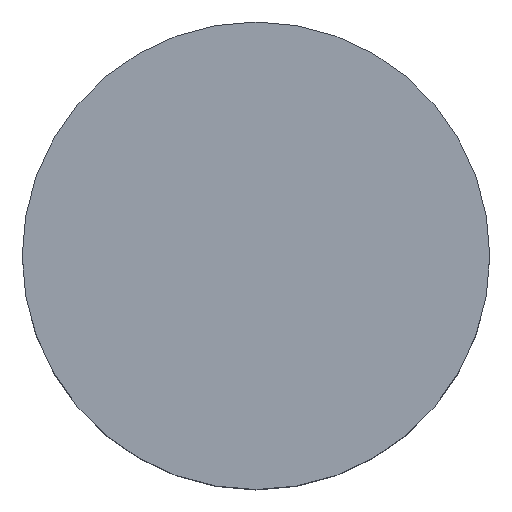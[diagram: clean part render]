
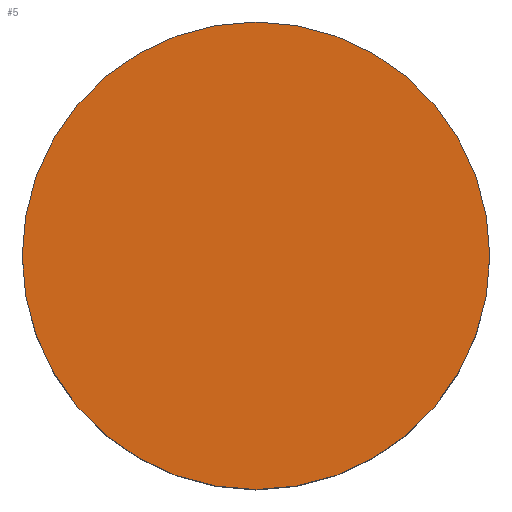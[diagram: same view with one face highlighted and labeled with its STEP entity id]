
A CAD part, top view. The second image highlights one B-rep face of the part: STEP entity #5.
In plain terms, the highlighted planar face has unit normal (0, 0, 1).
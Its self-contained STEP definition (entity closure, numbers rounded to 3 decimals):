
#5 = ADVANCED_FACE ( 'NONE', ( #221 ), #352, .T. ) ;
#23 = AXIS2_PLACEMENT_3D ( 'NONE', #228, #55, #304 ) ;
#26 = EDGE_LOOP ( 'NONE', ( #83, #44 ) ) ;
#36 = CIRCLE ( 'NONE', #23, 3. ) ;
#38 = VERTEX_POINT ( 'NONE', #110 ) ;
#43 = CIRCLE ( 'NONE', #78, 3. ) ;
#44 = ORIENTED_EDGE ( 'NONE', *, *, #269, .T. ) ;
#55 = DIRECTION ( 'NONE',  ( 0., 0., 1. ) ) ;
#75 = EDGE_CURVE ( 'NONE', #38, #128, #36, .T. ) ;
#78 = AXIS2_PLACEMENT_3D ( 'NONE', #247, #334, #175 ) ;
#83 = ORIENTED_EDGE ( 'NONE', *, *, #75, .T. ) ;
#110 = CARTESIAN_POINT ( 'NONE',  ( 3., 0., 0. ) ) ;
#128 = VERTEX_POINT ( 'NONE', #252 ) ;
#161 = DIRECTION ( 'NONE',  ( 1., 0., 0. ) ) ;
#175 = DIRECTION ( 'NONE',  ( 1., 0., 0. ) ) ;
#196 = DIRECTION ( 'NONE',  ( 0., 0., 1. ) ) ;
#221 = FACE_OUTER_BOUND ( 'NONE', #26, .T. ) ;
#228 = CARTESIAN_POINT ( 'NONE',  ( 0., 0., 0. ) ) ;
#247 = CARTESIAN_POINT ( 'NONE',  ( 0., 0., 0. ) ) ;
#252 = CARTESIAN_POINT ( 'NONE',  ( -3., 0., 0. ) ) ;
#269 = EDGE_CURVE ( 'NONE', #128, #38, #43, .T. ) ;
#304 = DIRECTION ( 'NONE',  ( 1., 0., 0. ) ) ;
#320 = CARTESIAN_POINT ( 'NONE',  ( 0., 0., 0. ) ) ;
#334 = DIRECTION ( 'NONE',  ( 0., 0., 1. ) ) ;
#336 = AXIS2_PLACEMENT_3D ( 'NONE', #320, #196, #161 ) ;
#352 = PLANE ( 'NONE',  #336 ) ;
